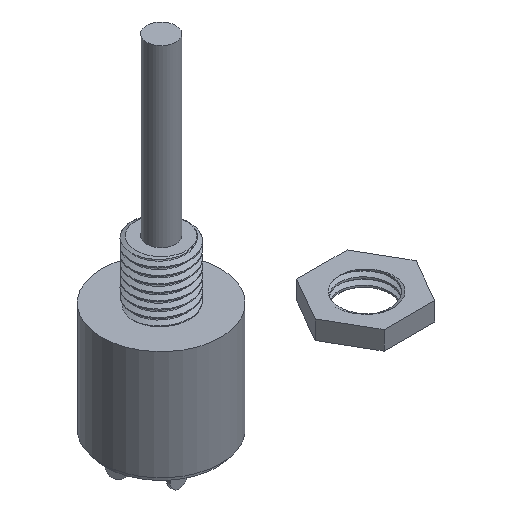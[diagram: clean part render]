
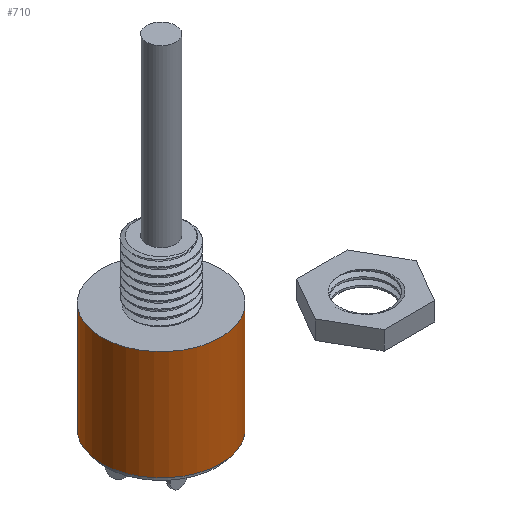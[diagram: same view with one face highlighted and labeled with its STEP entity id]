
A CAD part, isometric view. The second image highlights one B-rep face of the part: STEP entity #710.
In plain terms, the highlighted cylindrical face has radius 6.477 mm (diameter 12.954 mm), a full revolution.
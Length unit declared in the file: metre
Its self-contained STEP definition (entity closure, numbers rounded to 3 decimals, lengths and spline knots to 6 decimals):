
#47=CYLINDRICAL_SURFACE('',#917,0.006477);
#73=CIRCLE('',#913,0.006477);
#76=CIRCLE('',#918,0.006477);
#173=ORIENTED_EDGE('',*,*,#335,.F.);
#174=ORIENTED_EDGE('',*,*,#330,.T.);
#330=EDGE_CURVE('',#416,#416,#73,.T.);
#335=EDGE_CURVE('',#421,#421,#76,.T.);
#416=VERTEX_POINT('',#1800);
#421=VERTEX_POINT('',#2076);
#580=EDGE_LOOP('',(#173));
#581=EDGE_LOOP('',(#174));
#634=FACE_BOUND('',#580,.T.);
#635=FACE_BOUND('',#581,.T.);
#710=ADVANCED_FACE('',(#634,#635),#47,.T.);
#913=AXIS2_PLACEMENT_3D('',#1799,#1008,#1009);
#917=AXIS2_PLACEMENT_3D('',#2074,#1016,#1017);
#918=AXIS2_PLACEMENT_3D('',#2075,#1018,#1019);
#1008=DIRECTION('',(0.,0.,1.));
#1009=DIRECTION('',(1.,0.,0.));
#1016=DIRECTION('',(0.,0.,-1.));
#1017=DIRECTION('',(-1.,0.,0.));
#1018=DIRECTION('',(0.,0.,1.));
#1019=DIRECTION('',(1.,0.,0.));
#1799=CARTESIAN_POINT('',(0.,0.,0.));
#1800=CARTESIAN_POINT('',(0.006477,0.,0.));
#2074=CARTESIAN_POINT('',(0.,0.,0.011906));
#2075=CARTESIAN_POINT('',(0.,0.,0.011906));
#2076=CARTESIAN_POINT('',(0.006477,0.,0.011906));
